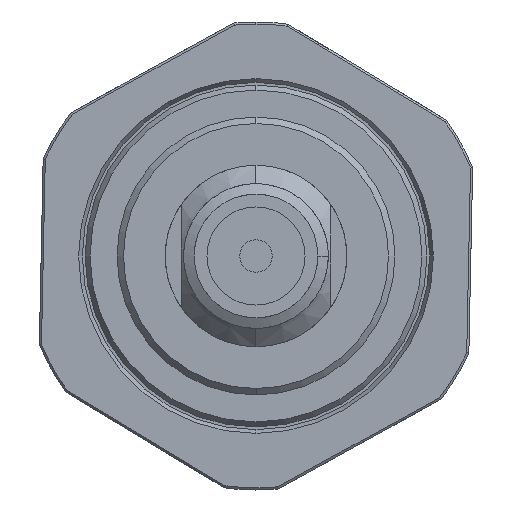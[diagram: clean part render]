
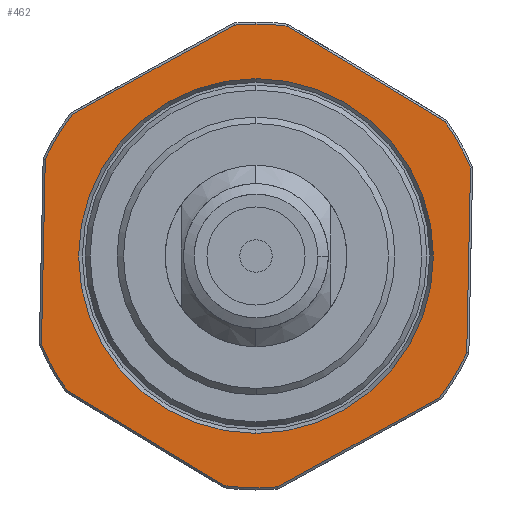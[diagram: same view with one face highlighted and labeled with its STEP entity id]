
A CAD part, front view. The second image highlights one B-rep face of the part: STEP entity #462.
In plain terms, the highlighted planar face has unit normal (0, -1, 0).
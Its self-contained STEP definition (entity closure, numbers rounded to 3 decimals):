
#8 = CARTESIAN_POINT ( 'NONE',  ( -1.435, -17., -10.763 ) ) ;
#14 = ORIENTED_EDGE ( 'NONE', *, *, #2904, .T. ) ;
#15 = DIRECTION ( 'NONE',  ( 0., -1., 0. ) ) ;
#21 = DIRECTION ( 'NONE',  ( -0.021, 0., -1. ) ) ;
#36 = EDGE_LOOP ( 'NONE', ( #5168, #1524, #3387, #14, #1453, #5005, #513, #5624, #4528, #1767, #1064, #3108, #2863 ) ) ;
#91 = DIRECTION ( 'NONE',  ( 0., -1., 0. ) ) ;
#113 = VERTEX_POINT ( 'NONE', #678 ) ;
#114 = DIRECTION ( 'NONE',  ( 0., 1., 0. ) ) ;
#152 = VECTOR ( 'NONE', #1510, 1000. ) ;
#224 = DIRECTION ( 'NONE',  ( -0.856, 0., 0.518 ) ) ;
#271 = DIRECTION ( 'NONE',  ( 0.021, 0., 1. ) ) ;
#291 = CARTESIAN_POINT ( 'NONE',  ( -10.038, -17., -4.118 ) ) ;
#298 = CARTESIAN_POINT ( 'NONE',  ( 9.86, -17., -4.528 ) ) ;
#301 = CARTESIAN_POINT ( 'NONE',  ( 10.039, -17., 4.139 ) ) ;
#320 = VERTEX_POINT ( 'NONE', #727 ) ;
#461 = EDGE_CURVE ( 'NONE', #5301, #320, #3923, .T. ) ;
#462 = ADVANCED_FACE ( 'NONE', ( #4742, #3893 ), #4278, .F. ) ;
#474 = AXIS2_PLACEMENT_3D ( 'NONE', #1785, #4258, #3784 ) ;
#486 = CARTESIAN_POINT ( 'NONE',  ( 8.585, -17., -6.634 ) ) ;
#513 = ORIENTED_EDGE ( 'NONE', *, *, #4723, .T. ) ;
#546 = LINE ( 'NONE', #2854, #4927 ) ;
#584 = CARTESIAN_POINT ( 'NONE',  ( 0., -17., 0. ) ) ;
#624 = DIRECTION ( 'NONE',  ( 0., -1., 0. ) ) ;
#645 = CARTESIAN_POINT ( 'NONE',  ( 0., -17., 10.85 ) ) ;
#678 = CARTESIAN_POINT ( 'NONE',  ( -8.851, -17., -6.275 ) ) ;
#708 = DIRECTION ( 'NONE',  ( 0., 0., 1. ) ) ;
#726 = ORIENTED_EDGE ( 'NONE', *, *, #2266, .F. ) ;
#727 = CARTESIAN_POINT ( 'NONE',  ( -8.585, -17., 6.634 ) ) ;
#828 = VERTEX_POINT ( 'NONE', #4052 ) ;
#912 = AXIS2_PLACEMENT_3D ( 'NONE', #3083, #5329, #1675 ) ;
#950 = AXIS2_PLACEMENT_3D ( 'NONE', #2139, #1184, #4920 ) ;
#991 = CIRCLE ( 'NONE', #4377, 8.3 ) ;
#1050 = AXIS2_PLACEMENT_3D ( 'NONE', #5311, #91, #5254 ) ;
#1060 = EDGE_CURVE ( 'NONE', #320, #1315, #2285, .T. ) ;
#1064 = ORIENTED_EDGE ( 'NONE', *, *, #1060, .T. ) ;
#1184 = DIRECTION ( 'NONE',  ( 0., -1., 0. ) ) ;
#1293 = DIRECTION ( 'NONE',  ( 0., -1., 0. ) ) ;
#1315 = VERTEX_POINT ( 'NONE', #3799 ) ;
#1353 = EDGE_CURVE ( 'NONE', #1315, #5055, #4731, .T. ) ;
#1367 = VERTEX_POINT ( 'NONE', #1447 ) ;
#1393 = ORIENTED_EDGE ( 'NONE', *, *, #3468, .F. ) ;
#1447 = CARTESIAN_POINT ( 'NONE',  ( 8.851, -17., 6.275 ) ) ;
#1453 = ORIENTED_EDGE ( 'NONE', *, *, #2412, .T. ) ;
#1510 = DIRECTION ( 'NONE',  ( -0.876, 0., -0.482 ) ) ;
#1524 = ORIENTED_EDGE ( 'NONE', *, *, #4766, .T. ) ;
#1537 = CARTESIAN_POINT ( 'NONE',  ( -8.603, -17., 6.624 ) ) ;
#1675 = DIRECTION ( 'NONE',  ( 0., 0., 1. ) ) ;
#1767 = ORIENTED_EDGE ( 'NONE', *, *, #461, .T. ) ;
#1785 = CARTESIAN_POINT ( 'NONE',  ( 0., -17., 0. ) ) ;
#1831 = CARTESIAN_POINT ( 'NONE',  ( 0., -17., 0. ) ) ;
#1857 = EDGE_CURVE ( 'NONE', #113, #5202, #5154, .T. ) ;
#1904 = CARTESIAN_POINT ( 'NONE',  ( 1.453, -17., 10.752 ) ) ;
#1907 = VECTOR ( 'NONE', #271, 1000. ) ;
#2048 = VERTEX_POINT ( 'NONE', #1904 ) ;
#2099 = CIRCLE ( 'NONE', #2688, 10.85 ) ;
#2139 = CARTESIAN_POINT ( 'NONE',  ( 0., -17., 0. ) ) ;
#2231 = EDGE_CURVE ( 'NONE', #2459, #4458, #546, .T. ) ;
#2254 = CARTESIAN_POINT ( 'NONE',  ( -1.009, -17., 10.803 ) ) ;
#2266 = EDGE_CURVE ( 'NONE', #3132, #828, #5707, .T. ) ;
#2285 = CIRCLE ( 'NONE', #5693, 10.85 ) ;
#2372 = EDGE_CURVE ( 'NONE', #5571, #5301, #2099, .T. ) ;
#2412 = EDGE_CURVE ( 'NONE', #3745, #5885, #3958, .T. ) ;
#2434 = LINE ( 'NONE', #4357, #2742 ) ;
#2459 = VERTEX_POINT ( 'NONE', #4699 ) ;
#2684 = DIRECTION ( 'NONE',  ( 0., 0., -1. ) ) ;
#2688 = AXIS2_PLACEMENT_3D ( 'NONE', #1831, #3100, #4396 ) ;
#2742 = VECTOR ( 'NONE', #224, 1000. ) ;
#2782 = CIRCLE ( 'NONE', #950, 10.85 ) ;
#2854 = CARTESIAN_POINT ( 'NONE',  ( 8.603, -17., -6.624 ) ) ;
#2863 = ORIENTED_EDGE ( 'NONE', *, *, #4906, .T. ) ;
#2882 = VECTOR ( 'NONE', #3332, 1000. ) ;
#2904 = EDGE_CURVE ( 'NONE', #4458, #3745, #3971, .T. ) ;
#2945 = AXIS2_PLACEMENT_3D ( 'NONE', #3489, #4876, #708 ) ;
#3040 = CARTESIAN_POINT ( 'NONE',  ( 10.038, -17., 4.118 ) ) ;
#3083 = CARTESIAN_POINT ( 'NONE',  ( 0., -17., 0. ) ) ;
#3100 = DIRECTION ( 'NONE',  ( 0., -1., 0. ) ) ;
#3108 = ORIENTED_EDGE ( 'NONE', *, *, #1353, .T. ) ;
#3132 = VERTEX_POINT ( 'NONE', #3928 ) ;
#3149 = CARTESIAN_POINT ( 'NONE',  ( -1.453, -17., -10.752 ) ) ;
#3250 = EDGE_CURVE ( 'NONE', #2048, #5571, #2782, .T. ) ;
#3275 = VECTOR ( 'NONE', #21, 1000. ) ;
#3332 = DIRECTION ( 'NONE',  ( 0.856, 0., -0.518 ) ) ;
#3387 = ORIENTED_EDGE ( 'NONE', *, *, #2231, .T. ) ;
#3405 = DIRECTION ( 'NONE',  ( 1., 0., 0. ) ) ;
#3439 = AXIS2_PLACEMENT_3D ( 'NONE', #584, #15, #5638 ) ;
#3468 = EDGE_CURVE ( 'NONE', #828, #3132, #991, .T. ) ;
#3489 = CARTESIAN_POINT ( 'NONE',  ( 0., -17., 0. ) ) ;
#3531 = CIRCLE ( 'NONE', #912, 10.85 ) ;
#3617 = CARTESIAN_POINT ( 'NONE',  ( 0., -17., 0. ) ) ;
#3740 = CIRCLE ( 'NONE', #3439, 10.85 ) ;
#3745 = VERTEX_POINT ( 'NONE', #298 ) ;
#3784 = DIRECTION ( 'NONE',  ( 0., 0., 1. ) ) ;
#3799 = CARTESIAN_POINT ( 'NONE',  ( -9.86, -17., 4.528 ) ) ;
#3828 = CARTESIAN_POINT ( 'NONE',  ( -10.039, -17., -4.139 ) ) ;
#3835 = DIRECTION ( 'NONE',  ( 0.876, 0., 0.482 ) ) ;
#3893 = FACE_BOUND ( 'NONE', #5520, .T. ) ;
#3923 = LINE ( 'NONE', #1537, #152 ) ;
#3928 = CARTESIAN_POINT ( 'NONE',  ( 0., -17., -8.3 ) ) ;
#3958 = LINE ( 'NONE', #301, #1907 ) ;
#3971 = CIRCLE ( 'NONE', #474, 10.85 ) ;
#4052 = CARTESIAN_POINT ( 'NONE',  ( 0., -17., 8.3 ) ) ;
#4258 = DIRECTION ( 'NONE',  ( 0., -1., 0. ) ) ;
#4278 = PLANE ( 'NONE',  #5985 ) ;
#4357 = CARTESIAN_POINT ( 'NONE',  ( 1.435, -17., 10.763 ) ) ;
#4364 = CARTESIAN_POINT ( 'NONE',  ( 0., -17., 0. ) ) ;
#4377 = AXIS2_PLACEMENT_3D ( 'NONE', #3617, #1293, #2684 ) ;
#4396 = DIRECTION ( 'NONE',  ( 0., 0., 1. ) ) ;
#4458 = VERTEX_POINT ( 'NONE', #486 ) ;
#4528 = ORIENTED_EDGE ( 'NONE', *, *, #2372, .T. ) ;
#4699 = CARTESIAN_POINT ( 'NONE',  ( 1.009, -17., -10.803 ) ) ;
#4723 = EDGE_CURVE ( 'NONE', #1367, #2048, #2434, .T. ) ;
#4731 = LINE ( 'NONE', #3828, #3275 ) ;
#4742 = FACE_OUTER_BOUND ( 'NONE', #36, .T. ) ;
#4766 = EDGE_CURVE ( 'NONE', #5202, #2459, #3531, .T. ) ;
#4786 = CIRCLE ( 'NONE', #2945, 10.85 ) ;
#4876 = DIRECTION ( 'NONE',  ( 0., -1., 0. ) ) ;
#4906 = EDGE_CURVE ( 'NONE', #5055, #113, #4786, .T. ) ;
#4920 = DIRECTION ( 'NONE',  ( 0., 0., 1. ) ) ;
#4927 = VECTOR ( 'NONE', #3835, 1000. ) ;
#5005 = ORIENTED_EDGE ( 'NONE', *, *, #5352, .T. ) ;
#5055 = VERTEX_POINT ( 'NONE', #291 ) ;
#5154 = LINE ( 'NONE', #8, #2882 ) ;
#5168 = ORIENTED_EDGE ( 'NONE', *, *, #1857, .T. ) ;
#5202 = VERTEX_POINT ( 'NONE', #3149 ) ;
#5254 = DIRECTION ( 'NONE',  ( 0., 0., -1. ) ) ;
#5301 = VERTEX_POINT ( 'NONE', #2254 ) ;
#5311 = CARTESIAN_POINT ( 'NONE',  ( 0., -17., 0. ) ) ;
#5329 = DIRECTION ( 'NONE',  ( 0., -1., 0. ) ) ;
#5352 = EDGE_CURVE ( 'NONE', #5885, #1367, #3740, .T. ) ;
#5520 = EDGE_LOOP ( 'NONE', ( #726, #1393 ) ) ;
#5571 = VERTEX_POINT ( 'NONE', #645 ) ;
#5624 = ORIENTED_EDGE ( 'NONE', *, *, #3250, .T. ) ;
#5638 = DIRECTION ( 'NONE',  ( 0., 0., 1. ) ) ;
#5693 = AXIS2_PLACEMENT_3D ( 'NONE', #4364, #624, #5735 ) ;
#5707 = CIRCLE ( 'NONE', #1050, 8.3 ) ;
#5735 = DIRECTION ( 'NONE',  ( 0., 0., 1. ) ) ;
#5766 = CARTESIAN_POINT ( 'NONE',  ( 0., -17., 0. ) ) ;
#5885 = VERTEX_POINT ( 'NONE', #3040 ) ;
#5985 = AXIS2_PLACEMENT_3D ( 'NONE', #5766, #114, #3405 ) ;
